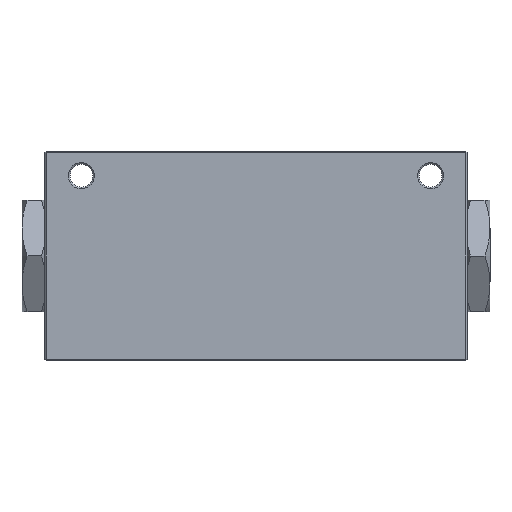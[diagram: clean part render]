
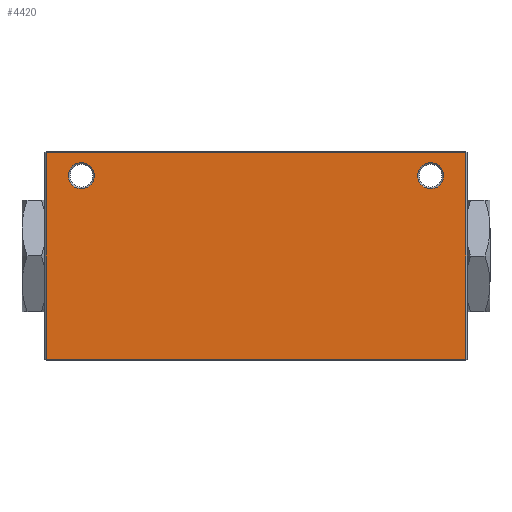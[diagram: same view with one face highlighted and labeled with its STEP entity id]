
A CAD part, left-side view. The second image highlights one B-rep face of the part: STEP entity #4420.
In plain terms, the highlighted planar face has unit normal (-1, 0, 0).
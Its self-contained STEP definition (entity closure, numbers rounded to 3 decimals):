
#332=FACE_BOUND('',#1378,.T.);
#333=FACE_BOUND('',#1379,.T.);
#902=FACE_OUTER_BOUND('',#1377,.T.);
#1377=EDGE_LOOP('',(#3743,#3744,#3745,#3746));
#1378=EDGE_LOOP('',(#3747));
#1379=EDGE_LOOP('',(#3748));
#1601=CIRCLE('',#4866,3.75);
#1602=CIRCLE('',#4867,3.75);
#1722=LINE('',#11993,#1832);
#1723=LINE('',#11995,#1833);
#1728=LINE('',#12002,#1838);
#1729=LINE('',#12004,#1839);
#1832=VECTOR('',#5814,120.);
#1833=VECTOR('',#5817,59.);
#1838=VECTOR('',#5826,120.);
#1839=VECTOR('',#5829,59.);
#2174=VERTEX_POINT('',#11918);
#2176=VERTEX_POINT('',#11923);
#2178=VERTEX_POINT('',#11929);
#2184=VERTEX_POINT('',#11943);
#2203=VERTEX_POINT('',#12026);
#2204=VERTEX_POINT('',#12028);
#2717=EDGE_CURVE('',#2176,#2184,#1722,.T.);
#2718=EDGE_CURVE('',#2184,#2178,#1723,.T.);
#2723=EDGE_CURVE('',#2178,#2174,#1728,.T.);
#2724=EDGE_CURVE('',#2174,#2176,#1729,.T.);
#2733=EDGE_CURVE('',#2203,#2203,#1601,.T.);
#2734=EDGE_CURVE('',#2204,#2204,#1602,.T.);
#3743=ORIENTED_EDGE('',*,*,#2717,.F.);
#3744=ORIENTED_EDGE('',*,*,#2724,.F.);
#3745=ORIENTED_EDGE('',*,*,#2723,.F.);
#3746=ORIENTED_EDGE('',*,*,#2718,.F.);
#3747=ORIENTED_EDGE('',*,*,#2733,.F.);
#3748=ORIENTED_EDGE('',*,*,#2734,.F.);
#3901=PLANE('',#4865);
#4420=ADVANCED_FACE('',(#902,#332,#333),#3901,.T.);
#4865=AXIS2_PLACEMENT_3D('',#12025,#5855,#5856);
#4866=AXIS2_PLACEMENT_3D('',#12027,#5857,#5858);
#4867=AXIS2_PLACEMENT_3D('',#12029,#5859,#5860);
#5814=DIRECTION('',(0.,-1.,0.));
#5817=DIRECTION('',(0.,0.,-1.));
#5826=DIRECTION('',(0.,1.,0.));
#5829=DIRECTION('',(0.,0.,1.));
#5855=DIRECTION('center_axis',(-1.,0.,0.));
#5856=DIRECTION('ref_axis',(0.,0.,1.));
#5857=DIRECTION('center_axis',(-1.,0.,0.));
#5858=DIRECTION('ref_axis',(0.,-1.,0.));
#5859=DIRECTION('center_axis',(-1.,0.,0.));
#5860=DIRECTION('ref_axis',(0.,1.,0.));
#11918=CARTESIAN_POINT('',(-20.,60.,-29.5));
#11923=CARTESIAN_POINT('',(-20.,60.,29.5));
#11929=CARTESIAN_POINT('',(-20.,-60.,-29.5));
#11943=CARTESIAN_POINT('',(-20.,-60.,29.5));
#11993=CARTESIAN_POINT('',(-20.,0.,29.5));
#11995=CARTESIAN_POINT('',(-20.,-60.,15.));
#12002=CARTESIAN_POINT('',(-20.,0.,-29.5));
#12004=CARTESIAN_POINT('',(-20.,60.,15.));
#12025=CARTESIAN_POINT('Origin',(-20.,0.,30.));
#12026=CARTESIAN_POINT('',(-20.,53.75,23.));
#12027=CARTESIAN_POINT('Origin',(-20.,50.,23.));
#12028=CARTESIAN_POINT('',(-20.,-53.75,23.));
#12029=CARTESIAN_POINT('Origin',(-20.,-50.,23.));
